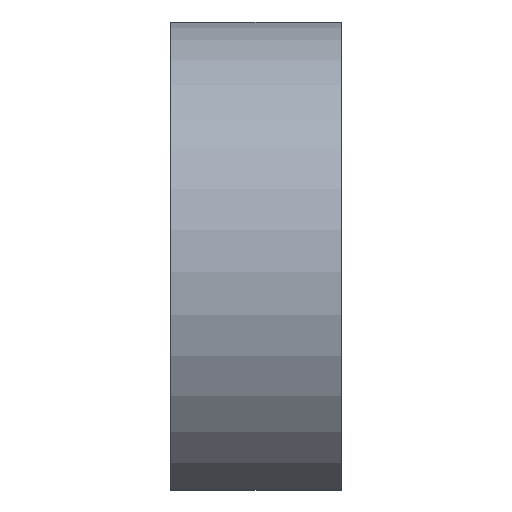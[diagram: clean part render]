
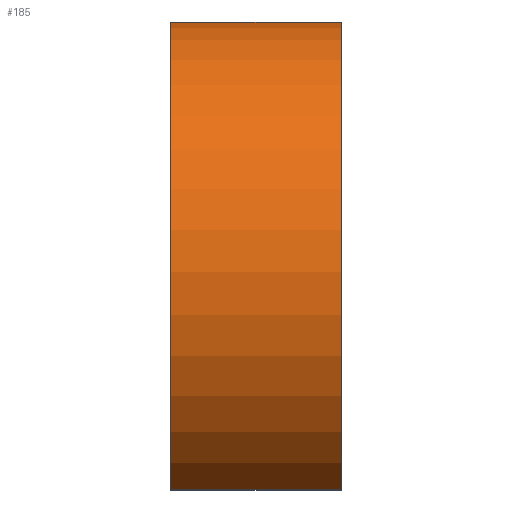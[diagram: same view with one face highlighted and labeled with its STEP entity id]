
A CAD part, left-side view. The second image highlights one B-rep face of the part: STEP entity #185.
In plain terms, the highlighted cylindrical face has radius 38.1 mm (diameter 76.2 mm), a partial arc.
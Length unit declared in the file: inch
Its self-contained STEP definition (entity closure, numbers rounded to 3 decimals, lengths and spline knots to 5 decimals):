
#30=FACE_OUTER_BOUND('',#41,.T.);
#41=EDGE_LOOP('',(#154,#155,#156,#157));
#58=LINE('',#324,#74);
#59=LINE('',#330,#75);
#74=VECTOR('',#268,0.3937);
#75=VECTOR('',#275,0.3937);
#84=CIRCLE('',#223,1.5);
#85=CIRCLE('',#224,1.5);
#98=VERTEX_POINT('',#320);
#99=VERTEX_POINT('',#322);
#100=VERTEX_POINT('',#326);
#101=VERTEX_POINT('',#328);
#120=EDGE_CURVE('',#98,#99,#58,.T.);
#121=EDGE_CURVE('',#100,#98,#84,.T.);
#122=EDGE_CURVE('',#101,#99,#85,.T.);
#123=EDGE_CURVE('',#100,#101,#59,.T.);
#154=ORIENTED_EDGE('',*,*,#121,.T.);
#155=ORIENTED_EDGE('',*,*,#120,.T.);
#156=ORIENTED_EDGE('',*,*,#122,.F.);
#157=ORIENTED_EDGE('',*,*,#123,.F.);
#177=CYLINDRICAL_SURFACE('',#222,1.5);
#185=ADVANCED_FACE('',(#30),#177,.T.);
#222=AXIS2_PLACEMENT_3D('',#325,#269,#270);
#223=AXIS2_PLACEMENT_3D('',#327,#271,#272);
#224=AXIS2_PLACEMENT_3D('',#329,#273,#274);
#268=DIRECTION('',(0.,1.,0.));
#269=DIRECTION('center_axis',(0.,1.,0.));
#270=DIRECTION('ref_axis',(-0.656,0.,0.755));
#271=DIRECTION('center_axis',(0.,1.,0.));
#272=DIRECTION('ref_axis',(-0.555,0.,-0.832));
#273=DIRECTION('center_axis',(0.,1.,0.));
#274=DIRECTION('ref_axis',(-0.555,0.,-0.832));
#275=DIRECTION('',(0.,1.,0.));
#320=CARTESIAN_POINT('',(3.10279,0.,1.89863));
#322=CARTESIAN_POINT('',(3.10279,1.,1.89863));
#324=CARTESIAN_POINT('',(3.10279,0.,1.89863));
#325=CARTESIAN_POINT('Origin',(1.7512,0.,1.24808));
#326=CARTESIAN_POINT('',(0.91916,0.,0.));
#327=CARTESIAN_POINT('Origin',(1.7512,0.,1.24808));
#328=CARTESIAN_POINT('',(0.91916,1.,0.));
#329=CARTESIAN_POINT('Origin',(1.7512,1.,1.24808));
#330=CARTESIAN_POINT('',(0.91916,0.,0.));
